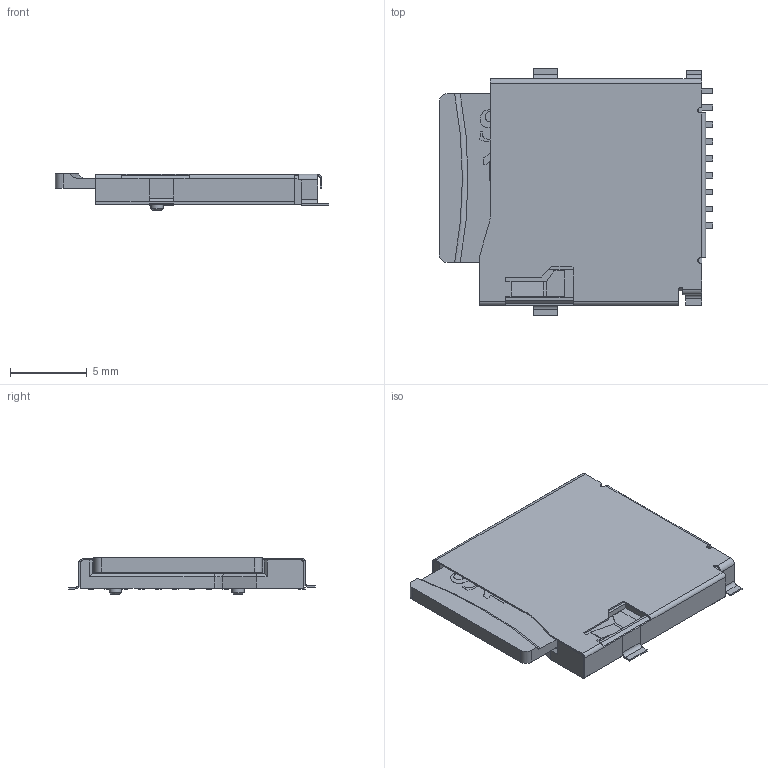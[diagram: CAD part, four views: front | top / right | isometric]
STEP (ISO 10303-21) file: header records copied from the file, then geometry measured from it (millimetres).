
FILE_DESCRIPTION(/* description */ (''),/* implementation_level */ '2;1');
FILE_NAME(/* name */ 'microSD-Card-Holder v2.step',/* time_stamp */ '2021-10-10T13:55:19+02:00',/* author */ (''),/* organization */ (''),/* preprocessor_version */ 'ST-DEVELOPER v18.1',/* originating_system */ 'Autodesk Translation Framework v10.9.0.1377',/* authorisation */ '');
FILE_SCHEMA (('AUTOMOTIVE_DESIGN { 1 0 10303 214 3 1 1 }'));
Length unit declared in the file: millimetre
Products named in the file (1): microSD-Card-Holder
Bounding box: 17.82 x 16.1 x 2.4 mm (x, y, z)
Volume: 383.5 mm3; surface area: 1421.2 mm2
Topology: 12 solids, 12 shells, 673 faces, 1738 edges, 1121 vertices
Faces by surface type: plane 452, bspline 120, cylinder 97, cone 3, torus 1
Full cylindrical faces by diameter (mm): 0.233 x1, 0.411 x1, 0.8 x2
Entity records: 25190 total; most frequent: CARTESIAN_POINT 8699, ORIENTED_EDGE 3476, DIRECTION 2819, EDGE_CURVE 1738, LINE 1297, VECTOR 1297, VERTEX_POINT 1121, AXIS2_PLACEMENT_3D 761
